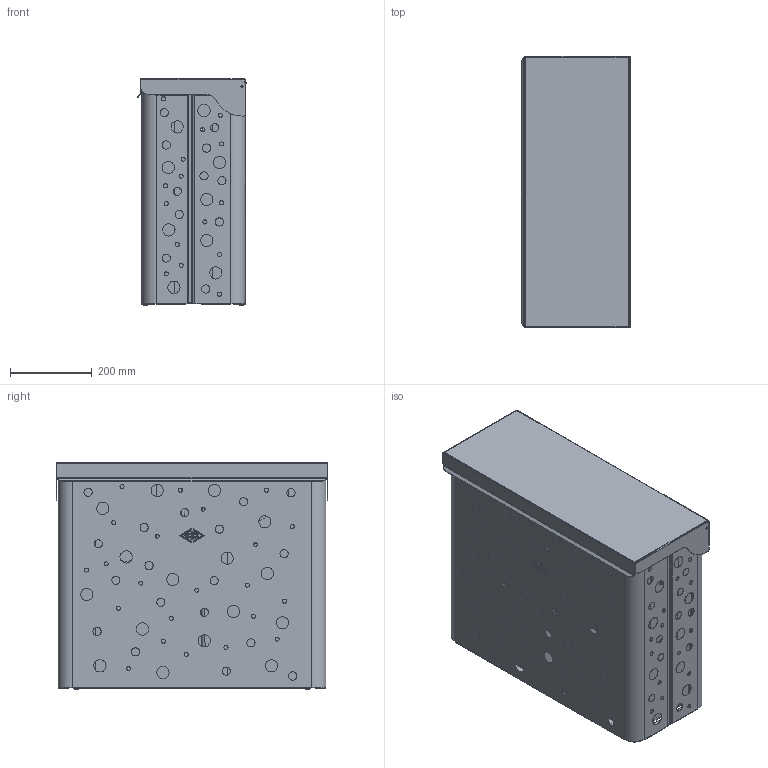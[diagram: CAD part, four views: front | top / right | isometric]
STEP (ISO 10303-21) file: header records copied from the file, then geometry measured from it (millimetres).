
FILE_DESCRIPTION(('STEP AP214'),'1');
FILE_NAME('schebox Duo 2 .STP','2026-01-15T14:01:17',(' '),(' '),'Spatial InterOp 3D',' ',' ');
FILE_SCHEMA(('AUTOMOTIVE_DESIGN { 1 0 10303 214 1 1 1 1 }'));
Length unit declared in the file: millimetre
Products named in the file (3): ASSEM1; V_Wäschebox Duo 2 
Assembly tree (2 placements, depth 3):
  V_Wäschebox Duo 2 
    (unnamed)
      ASSEM1
Bounding box: 267.2 x 664 x 554.1 mm (x, y, z)
Volume: 3950968.1 mm3; surface area: 4899981.6 mm2
Topology: 3 solids, 3 shells, 1365 faces, 3519 edges, 2206 vertices
Faces by surface type: cylinder 626, plane 561, bspline 138, torus 36, cone 4
Full cylindrical faces by diameter (mm): 4.5 x24, 5 x12, 5.2 x2, 5.3 x2, 6 x4, 6.4 x4, 10 x52, 11.7 x4, 12 x4, 20 x42, 30 x34, 44 x24
Entity records: 67796 total; most frequent: CARTESIAN_POINT 32254, DIRECTION 6881, ORIENTED_EDGE 6606, EDGE_CURVE 3303, AXIS2_PLACEMENT_3D 2531, VERTEX_POINT 2206, EDGE_LOOP 2031, LINE 1819
